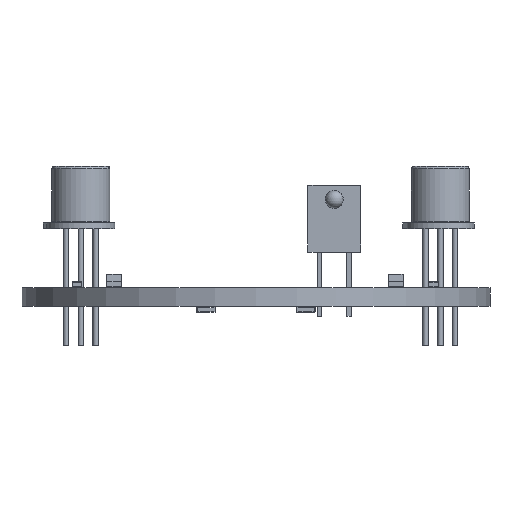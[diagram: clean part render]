
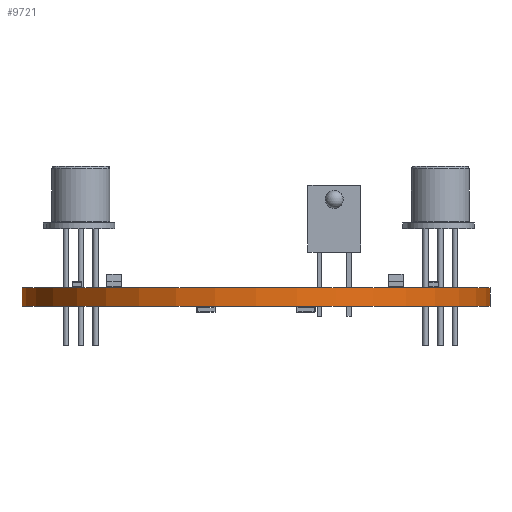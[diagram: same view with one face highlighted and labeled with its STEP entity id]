
A CAD part, front view. The second image highlights one B-rep face of the part: STEP entity #9721.
In plain terms, the highlighted cylindrical face has radius 20 mm (diameter 40 mm), a full revolution.
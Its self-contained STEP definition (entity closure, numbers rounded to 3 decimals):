
#9721 = ADVANCED_FACE('',(#9722),#9736,.T.);
#9722 = FACE_BOUND('',#9723,.F.);
#9723 = EDGE_LOOP('',(#9724,#9754,#9781,#9782));
#9724 = ORIENTED_EDGE('',*,*,#9725,.T.);
#9725 = EDGE_CURVE('',#9726,#9728,#9730,.T.);
#9726 = VERTEX_POINT('',#9727);
#9727 = CARTESIAN_POINT('',(20.,0.,0.));
#9728 = VERTEX_POINT('',#9729);
#9729 = CARTESIAN_POINT('',(20.,0.,1.6));
#9730 = SEAM_CURVE('',#9731,(#9735,#9747),.PCURVE_S1.);
#9731 = LINE('',#9732,#9733);
#9732 = CARTESIAN_POINT('',(20.,0.,0.));
#9733 = VECTOR('',#9734,1.);
#9734 = DIRECTION('',(0.,0.,1.));
#9735 = PCURVE('',#9736,#9741);
#9736 = CYLINDRICAL_SURFACE('',#9737,20.);
#9737 = AXIS2_PLACEMENT_3D('',#9738,#9739,#9740);
#9738 = CARTESIAN_POINT('',(0.,-0.,0.));
#9739 = DIRECTION('',(-0.,-0.,-1.));
#9740 = DIRECTION('',(1.,0.,-0.));
#9741 = DEFINITIONAL_REPRESENTATION('',(#9742),#9746);
#9742 = LINE('',#9743,#9744);
#9743 = CARTESIAN_POINT('',(-0.,0.));
#9744 = VECTOR('',#9745,1.);
#9745 = DIRECTION('',(-0.,-1.));
#9746 = ( GEOMETRIC_REPRESENTATION_CONTEXT(2) 
PARAMETRIC_REPRESENTATION_CONTEXT() REPRESENTATION_CONTEXT('2D SPACE',''
  ) );
#9747 = PCURVE('',#9736,#9748);
#9748 = DEFINITIONAL_REPRESENTATION('',(#9749),#9753);
#9749 = LINE('',#9750,#9751);
#9750 = CARTESIAN_POINT('',(-6.283,0.));
#9751 = VECTOR('',#9752,1.);
#9752 = DIRECTION('',(-0.,-1.));
#9753 = ( GEOMETRIC_REPRESENTATION_CONTEXT(2) 
PARAMETRIC_REPRESENTATION_CONTEXT() REPRESENTATION_CONTEXT('2D SPACE',''
  ) );
#9754 = ORIENTED_EDGE('',*,*,#9755,.T.);
#9755 = EDGE_CURVE('',#9728,#9728,#9756,.T.);
#9756 = SURFACE_CURVE('',#9757,(#9762,#9769),.PCURVE_S1.);
#9757 = CIRCLE('',#9758,20.);
#9758 = AXIS2_PLACEMENT_3D('',#9759,#9760,#9761);
#9759 = CARTESIAN_POINT('',(0.,0.,1.6));
#9760 = DIRECTION('',(0.,0.,1.));
#9761 = DIRECTION('',(1.,0.,-0.));
#9762 = PCURVE('',#9736,#9763);
#9763 = DEFINITIONAL_REPRESENTATION('',(#9764),#9768);
#9764 = LINE('',#9765,#9766);
#9765 = CARTESIAN_POINT('',(-0.,-1.6));
#9766 = VECTOR('',#9767,1.);
#9767 = DIRECTION('',(-1.,0.));
#9768 = ( GEOMETRIC_REPRESENTATION_CONTEXT(2) 
PARAMETRIC_REPRESENTATION_CONTEXT() REPRESENTATION_CONTEXT('2D SPACE',''
  ) );
#9769 = PCURVE('',#9770,#9775);
#9770 = PLANE('',#9771);
#9771 = AXIS2_PLACEMENT_3D('',#9772,#9773,#9774);
#9772 = CARTESIAN_POINT('',(0.,0.,1.6));
#9773 = DIRECTION('',(0.,0.,1.));
#9774 = DIRECTION('',(1.,0.,-0.));
#9775 = DEFINITIONAL_REPRESENTATION('',(#9776),#9780);
#9776 = CIRCLE('',#9777,20.);
#9777 = AXIS2_PLACEMENT_2D('',#9778,#9779);
#9778 = CARTESIAN_POINT('',(0.,0.));
#9779 = DIRECTION('',(1.,0.));
#9780 = ( GEOMETRIC_REPRESENTATION_CONTEXT(2) 
PARAMETRIC_REPRESENTATION_CONTEXT() REPRESENTATION_CONTEXT('2D SPACE',''
  ) );
#9781 = ORIENTED_EDGE('',*,*,#9725,.F.);
#9782 = ORIENTED_EDGE('',*,*,#9783,.F.);
#9783 = EDGE_CURVE('',#9726,#9726,#9784,.T.);
#9784 = SURFACE_CURVE('',#9785,(#9790,#9797),.PCURVE_S1.);
#9785 = CIRCLE('',#9786,20.);
#9786 = AXIS2_PLACEMENT_3D('',#9787,#9788,#9789);
#9787 = CARTESIAN_POINT('',(0.,-0.,0.));
#9788 = DIRECTION('',(0.,0.,1.));
#9789 = DIRECTION('',(1.,0.,-0.));
#9790 = PCURVE('',#9736,#9791);
#9791 = DEFINITIONAL_REPRESENTATION('',(#9792),#9796);
#9792 = LINE('',#9793,#9794);
#9793 = CARTESIAN_POINT('',(-0.,0.));
#9794 = VECTOR('',#9795,1.);
#9795 = DIRECTION('',(-1.,0.));
#9796 = ( GEOMETRIC_REPRESENTATION_CONTEXT(2) 
PARAMETRIC_REPRESENTATION_CONTEXT() REPRESENTATION_CONTEXT('2D SPACE',''
  ) );
#9797 = PCURVE('',#9798,#9803);
#9798 = PLANE('',#9799);
#9799 = AXIS2_PLACEMENT_3D('',#9800,#9801,#9802);
#9800 = CARTESIAN_POINT('',(0.,0.,0.));
#9801 = DIRECTION('',(0.,0.,1.));
#9802 = DIRECTION('',(1.,0.,-0.));
#9803 = DEFINITIONAL_REPRESENTATION('',(#9804),#9808);
#9804 = CIRCLE('',#9805,20.);
#9805 = AXIS2_PLACEMENT_2D('',#9806,#9807);
#9806 = CARTESIAN_POINT('',(0.,0.));
#9807 = DIRECTION('',(1.,0.));
#9808 = ( GEOMETRIC_REPRESENTATION_CONTEXT(2) 
PARAMETRIC_REPRESENTATION_CONTEXT() REPRESENTATION_CONTEXT('2D SPACE',''
  ) );
